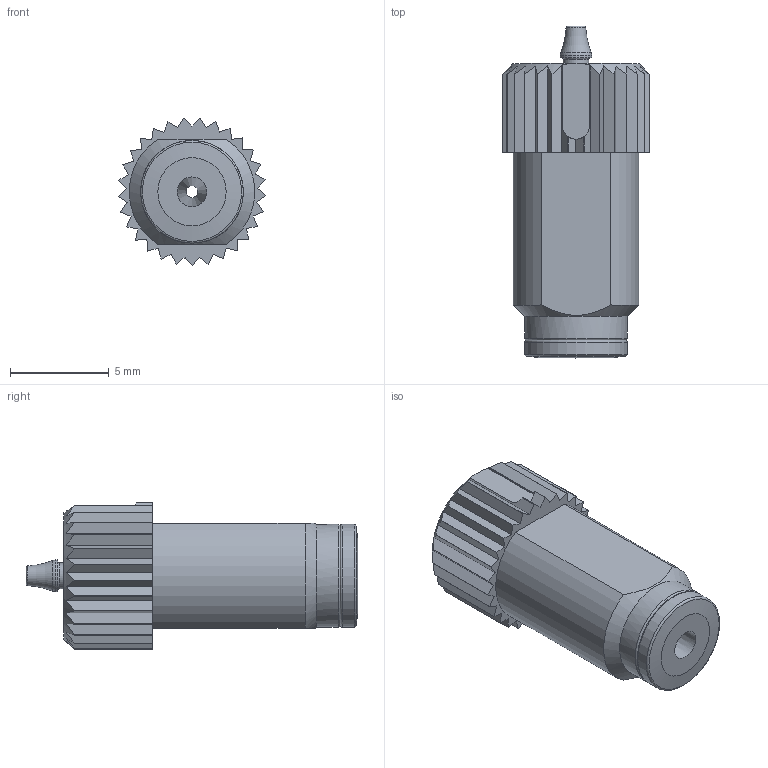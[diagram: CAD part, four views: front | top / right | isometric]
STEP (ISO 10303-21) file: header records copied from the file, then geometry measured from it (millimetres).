
FILE_DESCRIPTION(/* description */ ('STEP AP214'),/* implementation_level */ '2;1');
FILE_NAME(/* name */ '8104288_NLFA-D-U14-B1_2-PP-P10',/* time_stamp */ '2024-09-12T22:39:04+02:00',/* author */ ('License CC BY-ND 4.0'),/* organization */ ('CADENAS'),/* preprocessor_version */ 'ST-DEVELOPER v19.3',/* originating_system */ 'PARTsolutions',/* authorisation */ ' ');
FILE_SCHEMA (('AUTOMOTIVE_DESIGN {1 0 10303 214 3 1 1}'));
Length unit declared in the file: millimetre
Products named in the file (1): 8104288 NLFA-D-U14-B1.2-PP-P10---(high)
Bounding box: 7.49 x 16.8 x 7.48 mm (x, y, z)
Volume: 390.6 mm3; surface area: 543.9 mm2
Topology: 1 solids, 1 shells, 147 faces, 402 edges, 262 vertices
Faces by surface type: plane 78, cylinder 48, torus 13, cone 8
Full cylindrical faces by diameter (mm): 1.6 x1, 2.25 x2, 4.7 x1, 5.2 x2
Entity records: 5663 total; most frequent: CARTESIAN_POINT 1040, ORIENTED_EDGE 758, DIRECTION 705, EDGE_CURVE 379, AXIS2_PLACEMENT_3D 262, VERTEX_POINT 259, LINE 181, VECTOR 181
